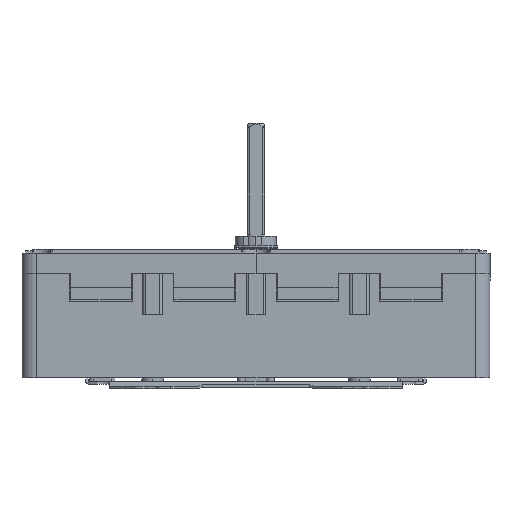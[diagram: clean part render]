
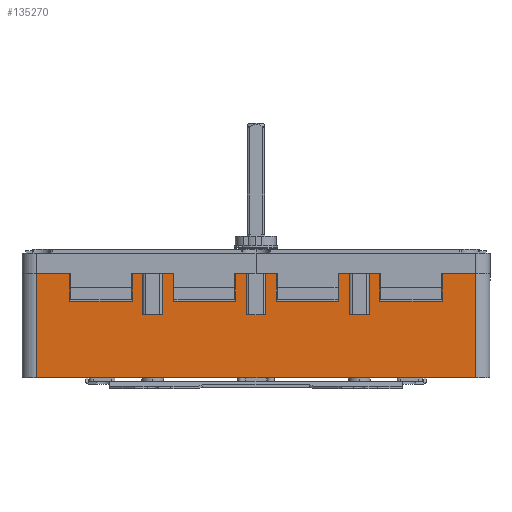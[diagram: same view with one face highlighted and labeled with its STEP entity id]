
A CAD part, left-side view. The second image highlights one B-rep face of the part: STEP entity #135270.
In plain terms, the highlighted planar face has unit normal (-1, 0, 0).
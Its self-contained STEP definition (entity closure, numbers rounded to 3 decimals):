
#50640=CARTESIAN_POINT('',(-783.926,342.069,-23.));
#50650=VERTEX_POINT('',#50640);
#50680=CARTESIAN_POINT('',(-783.926,0.,-23.));
#50690=DIRECTION('',(0.,1.,0.));
#50700=VECTOR('',#50690,1.);
#50710=LINE('',#50680,#50700);
#50720=CARTESIAN_POINT('',(-783.926,393.569,-23.));
#50730=VERTEX_POINT('',#50720);
#50740=EDGE_CURVE('',#50650,#50730,#50710,.T.);
#105730=CARTESIAN_POINT('',(-783.926,0.,0.));
#105740=DIRECTION('',(0.,-1.,0.));
#105750=VECTOR('',#105740,1.);
#105760=LINE('',#105730,#105750);
#105770=CARTESIAN_POINT('',(-783.926,317.319,
0.));
#105780=VERTEX_POINT('',#105770);
#105790=CARTESIAN_POINT('',(-783.926,308.569,
0.));
#105800=VERTEX_POINT('',#105790);
#105810=EDGE_CURVE('',#105780,#105800,#105760,.T.);
#111100=CARTESIAN_POINT('',(-783.926,427.068,-23.));
#111110=VERTEX_POINT('',#111100);
#111140=CARTESIAN_POINT('',(-783.926,0.,-23.));
#111150=DIRECTION('',(0.,1.,0.));
#111160=VECTOR('',#111150,1.);
#111170=LINE('',#111140,#111160);
#111180=CARTESIAN_POINT('',(-783.926,478.568,-23.));
#111190=VERTEX_POINT('',#111180);
#111200=EDGE_CURVE('',#111110,#111190,#111170,.T.);
#114790=CARTESIAN_POINT('',(-783.926,590.818,-86.));
#114800=VERTEX_POINT('',#114790);
#114850=CARTESIAN_POINT('',(-783.926,0.,-86.));
#114860=DIRECTION('',(0.,1.,0.));
#114870=VECTOR('',#114860,1.);
#114880=LINE('',#114850,#114870);
#114890=CARTESIAN_POINT('',(-783.926,229.82,-86.));
#114900=VERTEX_POINT('',#114890);
#114910=EDGE_CURVE('',#114900,#114800,#114880,.T.);
#118080=CARTESIAN_POINT('',(-783.926,503.318,
0.));
#118090=VERTEX_POINT('',#118080);
#118120=CARTESIAN_POINT('',(-783.926,512.068,
0.));
#118130=VERTEX_POINT('',#118120);
#118140=EDGE_CURVE('',#118130,#118090,#105760,.T.);
#119600=CARTESIAN_POINT('',(-783.926,402.318,
0.));
#119610=VERTEX_POINT('',#119600);
#119640=CARTESIAN_POINT('',(-783.926,402.318,0.));
#119650=DIRECTION('',(0.,0.,-1.));
#119660=VECTOR('',#119650,1.);
#119670=LINE('',#119640,#119660);
#119680=CARTESIAN_POINT('',(-783.926,402.318,-34.));
#119690=VERTEX_POINT('',#119680);
#119700=EDGE_CURVE('',#119610,#119690,#119670,.T.);
#121120=CARTESIAN_POINT('',(-783.926,418.318,-34.));
#121130=VERTEX_POINT('',#121120);
#121160=CARTESIAN_POINT('',(-783.926,418.318,0.));
#121170=DIRECTION('',(0.,0.,1.));
#121180=VECTOR('',#121170,1.);
#121190=LINE('',#121160,#121180);
#121200=CARTESIAN_POINT('',(-783.926,418.318,
0.));
#121210=VERTEX_POINT('',#121200);
#121220=EDGE_CURVE('',#121130,#121210,#121190,.T.);
#121400=CARTESIAN_POINT('',(-783.926,311.858,-34.));
#121410=DIRECTION('',(0.,1.,0.));
#121420=VECTOR('',#121410,1.);
#121430=LINE('',#121400,#121420);
#121440=EDGE_CURVE('',#119690,#121130,#121430,.T.);
#121630=CARTESIAN_POINT('',(-783.926,487.318,
0.));
#121640=VERTEX_POINT('',#121630);
#121670=CARTESIAN_POINT('',(-783.926,487.318,0.));
#121680=DIRECTION('',(0.,0.,-1.));
#121690=VECTOR('',#121680,1.);
#121700=LINE('',#121670,#121690);
#121710=CARTESIAN_POINT('',(-783.926,487.318,-34.));
#121720=VERTEX_POINT('',#121710);
#121730=EDGE_CURVE('',#121640,#121720,#121700,.T.);
#123130=CARTESIAN_POINT('',(-783.926,503.318,-34.));
#123140=VERTEX_POINT('',#123130);
#123170=CARTESIAN_POINT('',(-783.926,503.318,0.));
#123180=DIRECTION('',(0.,0.,1.));
#123190=VECTOR('',#123180,1.);
#123200=LINE('',#123170,#123190);
#123210=EDGE_CURVE('',#123140,#118090,#123200,.T.);
#128460=CARTESIAN_POINT('',(-783.926,257.069,
0.));
#128470=VERTEX_POINT('',#128460);
#128500=CARTESIAN_POINT('',(-783.926,257.069,0.));
#128510=DIRECTION('',(0.,0.,-1.));
#128520=VECTOR('',#128510,1.);
#128530=LINE('',#128500,#128520);
#128540=CARTESIAN_POINT('',(-783.926,257.069,-23.));
#128550=VERTEX_POINT('',#128540);
#128560=EDGE_CURVE('',#128470,#128550,#128530,.T.);
#133830=EDGE_CURVE('',#121720,#123140,#121430,.T.);
#133900=CARTESIAN_POINT('',(-783.926,402.318,0.));
#133910=DIRECTION('',(-1.,0.,0.));
#133920=DIRECTION('',(0.,1.,0.));
#133930=AXIS2_PLACEMENT_3D('',#133900,#133910,#133920);
#133940=PLANE('',#133930);
#133950=ORIENTED_EDGE('',*,*,#114910,.F.);
#133960=CARTESIAN_POINT('',(-783.926,590.818,0.));
#133970=DIRECTION('',(0.,0.,-1.));
#133980=VECTOR('',#133970,1.);
#133990=LINE('',#133960,#133980);
#134000=CARTESIAN_POINT('',(-783.926,590.818,
0.));
#134010=VERTEX_POINT('',#134000);
#134020=EDGE_CURVE('',#134010,#114800,#133990,.T.);
#134030=ORIENTED_EDGE('',*,*,#134020,.T.);
#134040=CARTESIAN_POINT('',(-783.926,563.568,
0.));
#134050=VERTEX_POINT('',#134040);
#134060=EDGE_CURVE('',#134010,#134050,#105760,.T.);
#134070=ORIENTED_EDGE('',*,*,#134060,.F.);
#134080=CARTESIAN_POINT('',(-783.926,563.568,0.));
#134090=DIRECTION('',(0.,0.,1.));
#134100=VECTOR('',#134090,1.);
#134110=LINE('',#134080,#134100);
#134120=CARTESIAN_POINT('',(-783.926,563.568,-23.));
#134130=VERTEX_POINT('',#134120);
#134140=EDGE_CURVE('',#134130,#134050,#134110,.T.);
#134150=ORIENTED_EDGE('',*,*,#134140,.T.);
#134160=CARTESIAN_POINT('',(-783.926,0.,-23.));
#134170=DIRECTION('',(0.,1.,0.));
#134180=VECTOR('',#134170,1.);
#134190=LINE('',#134160,#134180);
#134200=CARTESIAN_POINT('',(-783.926,512.068,-23.));
#134210=VERTEX_POINT('',#134200);
#134220=EDGE_CURVE('',#134210,#134130,#134190,.T.);
#134230=ORIENTED_EDGE('',*,*,#134220,.T.);
#134240=CARTESIAN_POINT('',(-783.926,512.068,0.));
#134250=DIRECTION('',(0.,0.,-1.));
#134260=VECTOR('',#134250,1.);
#134270=LINE('',#134240,#134260);
#134280=EDGE_CURVE('',#118130,#134210,#134270,.T.);
#134290=ORIENTED_EDGE('',*,*,#134280,.T.);
#134300=ORIENTED_EDGE('',*,*,#118140,.F.);
#134310=ORIENTED_EDGE('',*,*,#123210,.T.);
#134320=ORIENTED_EDGE('',*,*,#133830,.T.);
#134330=ORIENTED_EDGE('',*,*,#121730,.T.);
#134340=CARTESIAN_POINT('',(-783.926,478.568,
0.));
#134350=VERTEX_POINT('',#134340);
#134360=EDGE_CURVE('',#121640,#134350,#105760,.T.);
#134370=ORIENTED_EDGE('',*,*,#134360,.F.);
#134380=CARTESIAN_POINT('',(-783.926,478.568,0.));
#134390=DIRECTION('',(0.,0.,1.));
#134400=VECTOR('',#134390,1.);
#134410=LINE('',#134380,#134400);
#134420=EDGE_CURVE('',#111190,#134350,#134410,.T.);
#134430=ORIENTED_EDGE('',*,*,#134420,.T.);
#134440=ORIENTED_EDGE('',*,*,#111200,.T.);
#134450=CARTESIAN_POINT('',(-783.926,427.068,0.));
#134460=DIRECTION('',(0.,0.,-1.));
#134470=VECTOR('',#134460,1.);
#134480=LINE('',#134450,#134470);
#134490=CARTESIAN_POINT('',(-783.926,427.068,
0.));
#134500=VERTEX_POINT('',#134490);
#134510=EDGE_CURVE('',#134500,#111110,#134480,.T.);
#134520=ORIENTED_EDGE('',*,*,#134510,.T.);
#134530=EDGE_CURVE('',#134500,#121210,#105760,.T.);
#134540=ORIENTED_EDGE('',*,*,#134530,.F.);
#134550=ORIENTED_EDGE('',*,*,#121220,.T.);
#134560=ORIENTED_EDGE('',*,*,#121440,.T.);
#134570=ORIENTED_EDGE('',*,*,#119700,.T.);
#134580=CARTESIAN_POINT('',(-783.926,393.569,
0.));
#134590=VERTEX_POINT('',#134580);
#134600=EDGE_CURVE('',#119610,#134590,#105760,.T.);
#134610=ORIENTED_EDGE('',*,*,#134600,.F.);
#134620=CARTESIAN_POINT('',(-783.926,393.569,0.));
#134630=DIRECTION('',(0.,0.,1.));
#134640=VECTOR('',#134630,1.);
#134650=LINE('',#134620,#134640);
#134660=EDGE_CURVE('',#50730,#134590,#134650,.T.);
#134670=ORIENTED_EDGE('',*,*,#134660,.T.);
#134680=ORIENTED_EDGE('',*,*,#50740,.T.);
#134690=CARTESIAN_POINT('',(-783.926,342.069,0.));
#134700=DIRECTION('',(0.,0.,-1.));
#134710=VECTOR('',#134700,1.);
#134720=LINE('',#134690,#134710);
#134730=CARTESIAN_POINT('',(-783.926,342.069,
0.));
#134740=VERTEX_POINT('',#134730);
#134750=EDGE_CURVE('',#134740,#50650,#134720,.T.);
#134760=ORIENTED_EDGE('',*,*,#134750,.T.);
#134770=CARTESIAN_POINT('',(-783.926,333.319,
0.));
#134780=VERTEX_POINT('',#134770);
#134790=EDGE_CURVE('',#134740,#134780,#105760,.T.);
#134800=ORIENTED_EDGE('',*,*,#134790,.F.);
#134810=CARTESIAN_POINT('',(-783.926,333.319,0.));
#134820=DIRECTION('',(0.,0.,1.));
#134830=VECTOR('',#134820,1.);
#134840=LINE('',#134810,#134830);
#134850=CARTESIAN_POINT('',(-783.926,333.319,-34.));
#134860=VERTEX_POINT('',#134850);
#134870=EDGE_CURVE('',#134860,#134780,#134840,.T.);
#134880=ORIENTED_EDGE('',*,*,#134870,.T.);
#134890=CARTESIAN_POINT('',(-783.926,317.319,-34.));
#134900=VERTEX_POINT('',#134890);
#134910=EDGE_CURVE('',#134900,#134860,#121430,.T.);
#134920=ORIENTED_EDGE('',*,*,#134910,.T.);
#134930=CARTESIAN_POINT('',(-783.926,317.319,0.));
#134940=DIRECTION('',(0.,0.,1.));
#134950=VECTOR('',#134940,1.);
#134960=LINE('',#134930,#134950);
#134970=EDGE_CURVE('',#134900,#105780,#134960,.T.);
#134980=ORIENTED_EDGE('',*,*,#134970,.F.);
#134990=ORIENTED_EDGE('',*,*,#105810,.F.);
#135000=CARTESIAN_POINT('',(-783.926,308.569,0.));
#135010=DIRECTION('',(0.,0.,1.));
#135020=VECTOR('',#135010,1.);
#135030=LINE('',#135000,#135020);
#135040=CARTESIAN_POINT('',(-783.926,308.569,-23.));
#135050=VERTEX_POINT('',#135040);
#135060=EDGE_CURVE('',#135050,#105800,#135030,.T.);
#135070=ORIENTED_EDGE('',*,*,#135060,.T.);
#135080=CARTESIAN_POINT('',(-783.926,0.,-23.));
#135090=DIRECTION('',(0.,1.,0.));
#135100=VECTOR('',#135090,1.);
#135110=LINE('',#135080,#135100);
#135120=EDGE_CURVE('',#128550,#135050,#135110,.T.);
#135130=ORIENTED_EDGE('',*,*,#135120,.T.);
#135140=ORIENTED_EDGE('',*,*,#128560,.T.);
#135150=CARTESIAN_POINT('',(-783.926,229.82,
0.));
#135160=VERTEX_POINT('',#135150);
#135170=EDGE_CURVE('',#128470,#135160,#105760,.T.);
#135180=ORIENTED_EDGE('',*,*,#135170,.F.);
#135190=CARTESIAN_POINT('',(-783.926,229.82,0.));
#135200=DIRECTION('',(0.,0.,-1.));
#135210=VECTOR('',#135200,1.);
#135220=LINE('',#135190,#135210);
#135230=EDGE_CURVE('',#135160,#114900,#135220,.T.);
#135240=ORIENTED_EDGE('',*,*,#135230,.F.);
#135250=EDGE_LOOP('',(#135240,#135180,#135140,#135130,#135070,#134990,
#134980,#134920,#134880,#134800,#134760,#134680,#134670,#134610,#134570,
#134560,#134550,#134540,#134520,#134440,#134430,#134370,#134330,#134320,
#134310,#134300,#134290,#134230,#134150,#134070,#134030,#133950));
#135260=FACE_OUTER_BOUND('',#135250,.T.);
#135270=ADVANCED_FACE('',(#135260),#133940,.T.);
